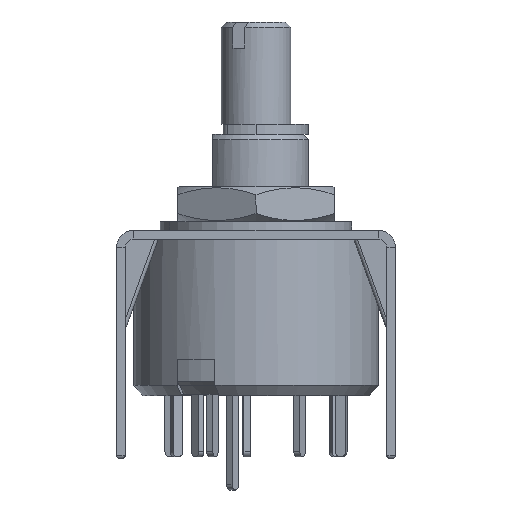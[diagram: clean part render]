
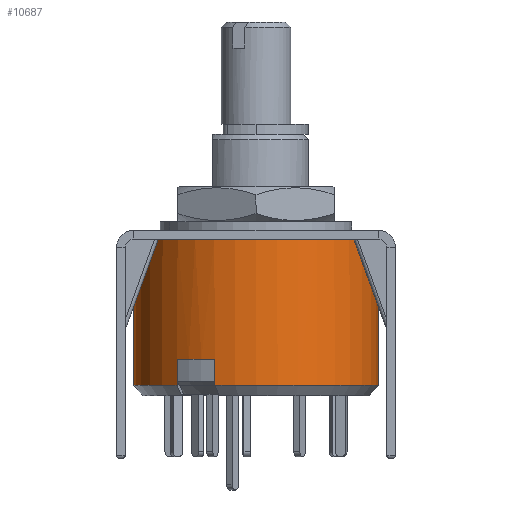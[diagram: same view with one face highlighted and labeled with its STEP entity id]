
A CAD part, front view. The second image highlights one B-rep face of the part: STEP entity #10687.
In plain terms, the highlighted cylindrical face has radius 7 mm (diameter 14 mm), a partial arc.
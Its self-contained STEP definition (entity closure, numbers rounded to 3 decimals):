
#55 = CARTESIAN_POINT ( 'NONE',  ( -4.526, -5.34, -7.4 ) ) ;
#135 = LINE ( 'NONE', #452, #9752 ) ;
#185 = DIRECTION ( 'NONE',  ( 1., 0., 0. ) ) ;
#452 = CARTESIAN_POINT ( 'NONE',  ( -2.361, -6.59, 9. ) ) ;
#1108 = VECTOR ( 'NONE', #6883, 1000. ) ;
#1614 = EDGE_CURVE ( 'NONE', #11433, #10691, #13129, .T. ) ;
#1843 = CARTESIAN_POINT ( 'NONE',  ( 0., 0., -5.9 ) ) ;
#1904 = CIRCLE ( 'NONE', #14715, 7. ) ;
#1950 = AXIS2_PLACEMENT_3D ( 'NONE', #10365, #8023, #9292 ) ;
#1956 = DIRECTION ( 'NONE',  ( 0., 0., 1. ) ) ;
#2040 = AXIS2_PLACEMENT_3D ( 'NONE', #7021, #8323, #7330 ) ;
#2072 = VERTEX_POINT ( 'NONE', #9391 ) ;
#2249 = CARTESIAN_POINT ( 'NONE',  ( 0., 0., -7.4 ) ) ;
#2344 = LINE ( 'NONE', #15640, #1108 ) ;
#2543 = VERTEX_POINT ( 'NONE', #3088 ) ;
#2659 = ORIENTED_EDGE ( 'NONE', *, *, #8689, .T. ) ;
#2685 = ORIENTED_EDGE ( 'NONE', *, *, #7161, .T. ) ;
#3088 = CARTESIAN_POINT ( 'NONE',  ( -2.361, -6.59, -7.4 ) ) ;
#3310 = VECTOR ( 'NONE', #10929, 1000. ) ;
#3632 = CARTESIAN_POINT ( 'NONE',  ( 7., 0., -7.4 ) ) ;
#4021 = CARTESIAN_POINT ( 'NONE',  ( -2.361, -6.59, -5.9 ) ) ;
#4706 = EDGE_CURVE ( 'NONE', #12246, #8460, #9824, .T. ) ;
#4821 = ORIENTED_EDGE ( 'NONE', *, *, #15319, .F. ) ;
#5557 = AXIS2_PLACEMENT_3D ( 'NONE', #1843, #1956, #10633 ) ;
#5685 = LINE ( 'NONE', #13490, #11577 ) ;
#5872 = EDGE_CURVE ( 'NONE', #11433, #14952, #5685, .T. ) ;
#5932 = CYLINDRICAL_SURFACE ( 'NONE', #2040, 7. ) ;
#6176 = ORIENTED_EDGE ( 'NONE', *, *, #6962, .T. ) ;
#6615 = EDGE_LOOP ( 'NONE', ( #9852, #7167, #2685, #4821, #2659, #9154, #6176, #12725 ) ) ;
#6796 = AXIS2_PLACEMENT_3D ( 'NONE', #15356, #10336, #185 ) ;
#6883 = DIRECTION ( 'NONE',  ( 0., 0., 1. ) ) ;
#6962 = EDGE_CURVE ( 'NONE', #8460, #2543, #135, .T. ) ;
#7021 = CARTESIAN_POINT ( 'NONE',  ( 0., 0., 9. ) ) ;
#7130 = CARTESIAN_POINT ( 'NONE',  ( -7., 0., 9. ) ) ;
#7161 = EDGE_CURVE ( 'NONE', #10691, #2072, #9971, .T. ) ;
#7167 = ORIENTED_EDGE ( 'NONE', *, *, #1614, .T. ) ;
#7330 = DIRECTION ( 'NONE',  ( -1., 0., 0. ) ) ;
#7733 = DIRECTION ( 'NONE',  ( 0., 0., -1. ) ) ;
#7950 = VERTEX_POINT ( 'NONE', #55 ) ;
#8023 = DIRECTION ( 'NONE',  ( 0., 0., -1. ) ) ;
#8323 = DIRECTION ( 'NONE',  ( 0., 0., -1. ) ) ;
#8460 = VERTEX_POINT ( 'NONE', #4021 ) ;
#8599 = DIRECTION ( 'NONE',  ( 0., 0., -1. ) ) ;
#8689 = EDGE_CURVE ( 'NONE', #7950, #12246, #2344, .T. ) ;
#9154 = ORIENTED_EDGE ( 'NONE', *, *, #4706, .T. ) ;
#9292 = DIRECTION ( 'NONE',  ( -1., 0., 0. ) ) ;
#9391 = CARTESIAN_POINT ( 'NONE',  ( -7., 0., -7.4 ) ) ;
#9752 = VECTOR ( 'NONE', #7733, 1000. ) ;
#9824 = CIRCLE ( 'NONE', #5557, 7. ) ;
#9852 = ORIENTED_EDGE ( 'NONE', *, *, #5872, .F. ) ;
#9971 = LINE ( 'NONE', #7130, #3310 ) ;
#10336 = DIRECTION ( 'NONE',  ( 0., 0., -1. ) ) ;
#10344 = CARTESIAN_POINT ( 'NONE',  ( -4.526, -5.34, -5.9 ) ) ;
#10365 = CARTESIAN_POINT ( 'NONE',  ( 0., 0., 0.95 ) ) ;
#10574 = CIRCLE ( 'NONE', #6796, 7. ) ;
#10633 = DIRECTION ( 'NONE',  ( -1., 0., 0. ) ) ;
#10687 = ADVANCED_FACE ( 'NONE', ( #15575 ), #5932, .T. ) ;
#10691 = VERTEX_POINT ( 'NONE', #13677 ) ;
#10929 = DIRECTION ( 'NONE',  ( 0., 0., -1. ) ) ;
#10951 = CARTESIAN_POINT ( 'NONE',  ( 7., 0., 0.95 ) ) ;
#11433 = VERTEX_POINT ( 'NONE', #10951 ) ;
#11577 = VECTOR ( 'NONE', #12316, 1000. ) ;
#12246 = VERTEX_POINT ( 'NONE', #10344 ) ;
#12316 = DIRECTION ( 'NONE',  ( 0., 0., -1. ) ) ;
#12725 = ORIENTED_EDGE ( 'NONE', *, *, #14071, .F. ) ;
#13129 = CIRCLE ( 'NONE', #1950, 7. ) ;
#13490 = CARTESIAN_POINT ( 'NONE',  ( 7., 0., 9. ) ) ;
#13677 = CARTESIAN_POINT ( 'NONE',  ( -7., 0., 0.95 ) ) ;
#14071 = EDGE_CURVE ( 'NONE', #14952, #2543, #10574, .T. ) ;
#14715 = AXIS2_PLACEMENT_3D ( 'NONE', #2249, #8599, #15159 ) ;
#14952 = VERTEX_POINT ( 'NONE', #3632 ) ;
#15159 = DIRECTION ( 'NONE',  ( 1., 0., 0. ) ) ;
#15319 = EDGE_CURVE ( 'NONE', #7950, #2072, #1904, .T. ) ;
#15356 = CARTESIAN_POINT ( 'NONE',  ( 0., 0., -7.4 ) ) ;
#15575 = FACE_OUTER_BOUND ( 'NONE', #6615, .T. ) ;
#15640 = CARTESIAN_POINT ( 'NONE',  ( -4.526, -5.34, 9. ) ) ;
